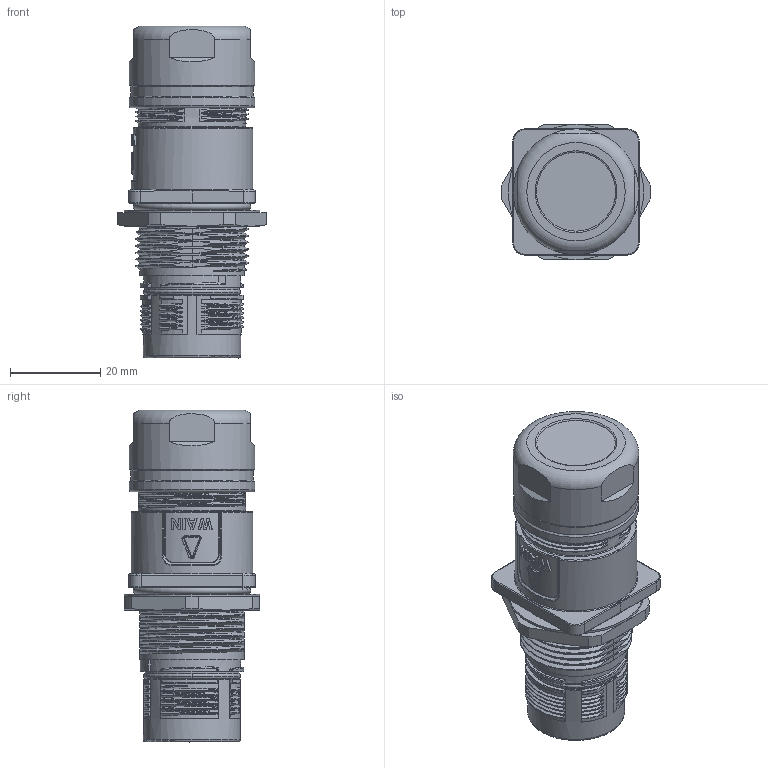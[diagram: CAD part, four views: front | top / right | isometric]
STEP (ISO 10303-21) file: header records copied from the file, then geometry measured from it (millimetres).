
FILE_DESCRIPTION(/* description */ (''),/* implementation_level */ '2;1');
FILE_NAME(/* name */ '1111111111.stp',/* time_stamp */ '2024-01-04T15:46:24+08:00',/* author */ (''),/* organization */ (''),/* preprocessor_version */ 'ST-DEVELOPER v18.1',/* originating_system */ 'SIEMENS PLM Software NX 1980',/* authorisation */ '');
FILE_SCHEMA (('AUTOMOTIVE_DESIGN { 1 0 10303 214 3 1 1 1 }'));
Length unit declared in the file: millimetre
Products named in the file (1): 1111111111
Bounding box: 32.98 x 30 x 73.5 mm (x, y, z)
Volume: 35338.9 mm3; surface area: 12022.5 mm2
Topology: 1 solids, 3 shells, 751 faces, 2005 edges, 1292 vertices
Faces by surface type: cylinder 279, plane 185, cone 155, torus 63, bspline 54, sphere 14, revolution 1
Full cylindrical faces by diameter (mm): 1 x5, 1.4 x5, 1.5 x5, 2 x4, 2.8 x5, 3 x5, 19.7 x1, 21 x2, 21.5 x1, 23.2 x8, 23.8 x1, 27 x1, 27.2 x1, 27.8 x2, 30 x1
Entity records: 34180 total; most frequent: CARTESIAN_POINT 18577, ORIENTED_EDGE 3752, DIRECTION 2278, EDGE_CURVE 1876, VERTEX_POINT 1253, B_SPLINE_CURVE_WITH_KNOTS 1235, AXIS2_PLACEMENT_3D 949, EDGE_LOOP 865
